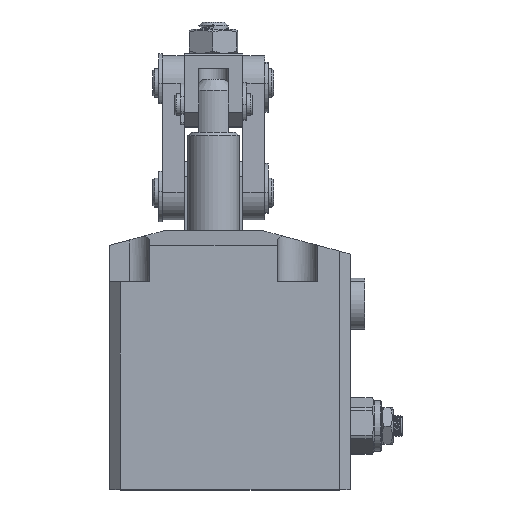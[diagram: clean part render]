
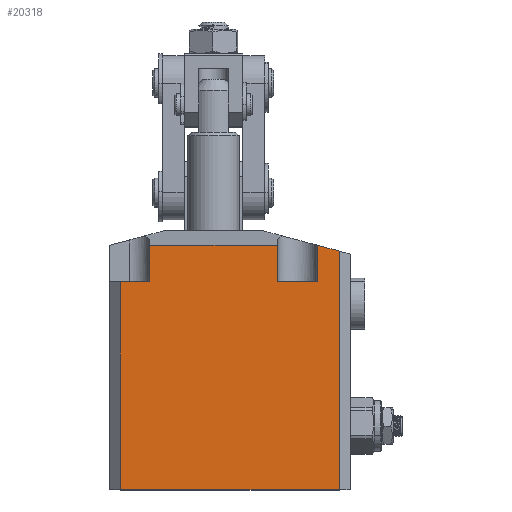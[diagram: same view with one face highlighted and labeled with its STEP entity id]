
A CAD part, top view. The second image highlights one B-rep face of the part: STEP entity #20318.
In plain terms, the highlighted planar face has unit normal (0, 0, 1).
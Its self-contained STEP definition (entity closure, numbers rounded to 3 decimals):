
#5 = CARTESIAN_POINT ( 'NONE',  ( -460.549, 208.594, 28.5 ) ) ;
#307 = LINE ( 'NONE', #5, #4078 ) ;
#755 = VERTEX_POINT ( 'NONE', #8683 ) ;
#857 = VERTEX_POINT ( 'NONE', #27932 ) ;
#939 = DIRECTION ( 'NONE',  ( 0., -1., 0. ) ) ;
#947 = EDGE_CURVE ( 'NONE', #15758, #27177, #23500, .T. ) ;
#965 = VECTOR ( 'NONE', #8262, 1000. ) ;
#1178 = CARTESIAN_POINT ( 'NONE',  ( -460.549, 141.613, 28.5 ) ) ;
#1210 = LINE ( 'NONE', #15048, #5343 ) ;
#1267 = VECTOR ( 'NONE', #6548, 1000. ) ;
#1716 = CARTESIAN_POINT ( 'NONE',  ( -417.549, 198.613, 28.5 ) ) ;
#1764 = EDGE_CURVE ( 'NONE', #3317, #15918, #11487, .T. ) ;
#1899 = VECTOR ( 'NONE', #5563, 1000. ) ;
#1918 = CARTESIAN_POINT ( 'NONE',  ( -460.549, 141.613, 28.5 ) ) ;
#1929 = LINE ( 'NONE', #6425, #8814 ) ;
#2318 = CARTESIAN_POINT ( 'NONE',  ( -460.549, 198.613, 28.5 ) ) ;
#3174 = PLANE ( 'NONE',  #27608 ) ;
#3226 = LINE ( 'NONE', #10478, #22780 ) ;
#3257 = CARTESIAN_POINT ( 'NONE',  ( -406.549, 198.613, 28.5 ) ) ;
#3317 = VERTEX_POINT ( 'NONE', #5775 ) ;
#3708 = CARTESIAN_POINT ( 'NONE',  ( -452.549, 198.613, 28.5 ) ) ;
#4078 = VECTOR ( 'NONE', #24030, 1000. ) ;
#4243 = VERTEX_POINT ( 'NONE', #20047 ) ;
#5014 = EDGE_CURVE ( 'NONE', #27177, #755, #21327, .T. ) ;
#5121 = ORIENTED_EDGE ( 'NONE', *, *, #11689, .F. ) ;
#5343 = VECTOR ( 'NONE', #17254, 1000. ) ;
#5404 = LINE ( 'NONE', #10630, #1267 ) ;
#5563 = DIRECTION ( 'NONE',  ( 0., -1., 0. ) ) ;
#5567 = VECTOR ( 'NONE', #21249, 1000. ) ;
#5775 = CARTESIAN_POINT ( 'NONE',  ( -460.549, 198.613, 28.5 ) ) ;
#6153 = ORIENTED_EDGE ( 'NONE', *, *, #8662, .T. ) ;
#6163 = CARTESIAN_POINT ( 'NONE',  ( -452.549, 208.594, 28.5 ) ) ;
#6425 = CARTESIAN_POINT ( 'NONE',  ( -463.549, 141.613, 28.5 ) ) ;
#6548 = DIRECTION ( 'NONE',  ( -1., 0., 0. ) ) ;
#7892 = DIRECTION ( 'NONE',  ( 0., 0., 1. ) ) ;
#8262 = DIRECTION ( 'NONE',  ( 0., 1., 0. ) ) ;
#8412 = ORIENTED_EDGE ( 'NONE', *, *, #10982, .T. ) ;
#8662 = EDGE_CURVE ( 'NONE', #27208, #10443, #17086, .T. ) ;
#8683 = CARTESIAN_POINT ( 'NONE',  ( -417.549, 208.594, 28.5 ) ) ;
#8814 = VECTOR ( 'NONE', #19426, 1000. ) ;
#10443 = VERTEX_POINT ( 'NONE', #3708 ) ;
#10478 = CARTESIAN_POINT ( 'NONE',  ( -397.549, 206.182, 28.5 ) ) ;
#10630 = CARTESIAN_POINT ( 'NONE',  ( -460.549, 198.613, 28.5 ) ) ;
#10895 = CARTESIAN_POINT ( 'NONE',  ( -406.549, 208.594, 28.5 ) ) ;
#10914 = ORIENTED_EDGE ( 'NONE', *, *, #1764, .T. ) ;
#10982 = EDGE_CURVE ( 'NONE', #10443, #3317, #5404, .T. ) ;
#11157 = ORIENTED_EDGE ( 'NONE', *, *, #23437, .T. ) ;
#11487 = LINE ( 'NONE', #23055, #1899 ) ;
#11689 = EDGE_CURVE ( 'NONE', #857, #15918, #1929, .T. ) ;
#11998 = EDGE_LOOP ( 'NONE', ( #5121, #27849, #21745, #11157, #14049, #23959, #22466, #6153, #8412, #10914 ) ) ;
#12377 = FACE_OUTER_BOUND ( 'NONE', #11998, .T. ) ;
#13350 = DIRECTION ( 'NONE',  ( -1., 0., 0. ) ) ;
#13779 = VERTEX_POINT ( 'NONE', #10895 ) ;
#13796 = CARTESIAN_POINT ( 'NONE',  ( -452.549, 141.613, 28.5 ) ) ;
#14049 = ORIENTED_EDGE ( 'NONE', *, *, #947, .T. ) ;
#15048 = CARTESIAN_POINT ( 'NONE',  ( -406.549, 141.613, 28.5 ) ) ;
#15099 = DIRECTION ( 'NONE',  ( 0.966, -0.259, 0. ) ) ;
#15758 = VERTEX_POINT ( 'NONE', #3257 ) ;
#15918 = VERTEX_POINT ( 'NONE', #1918 ) ;
#16685 = VECTOR ( 'NONE', #13350, 1000. ) ;
#17086 = LINE ( 'NONE', #13796, #17449 ) ;
#17254 = DIRECTION ( 'NONE',  ( 0., -1., 0. ) ) ;
#17449 = VECTOR ( 'NONE', #939, 1000. ) ;
#18499 = DIRECTION ( 'NONE',  ( 1., 0., 0. ) ) ;
#19234 = CARTESIAN_POINT ( 'NONE',  ( -417.549, 141.613, 28.5 ) ) ;
#19426 = DIRECTION ( 'NONE',  ( -1., 0., 0. ) ) ;
#19854 = LINE ( 'NONE', #23001, #965 ) ;
#20047 = CARTESIAN_POINT ( 'NONE',  ( -400.549, 206.986, 28.5 ) ) ;
#20318 = ADVANCED_FACE ( 'NONE', ( #12377 ), #3174, .T. ) ;
#21249 = DIRECTION ( 'NONE',  ( 0., 1., 0. ) ) ;
#21327 = LINE ( 'NONE', #19234, #5567 ) ;
#21745 = ORIENTED_EDGE ( 'NONE', *, *, #24020, .F. ) ;
#22466 = ORIENTED_EDGE ( 'NONE', *, *, #28243, .T. ) ;
#22780 = VECTOR ( 'NONE', #15099, 1000. ) ;
#23001 = CARTESIAN_POINT ( 'NONE',  ( -400.549, 141.613, 28.5 ) ) ;
#23011 = EDGE_CURVE ( 'NONE', #857, #4243, #19854, .T. ) ;
#23055 = CARTESIAN_POINT ( 'NONE',  ( -460.549, 141.613, 28.5 ) ) ;
#23437 = EDGE_CURVE ( 'NONE', #13779, #15758, #1210, .T. ) ;
#23500 = LINE ( 'NONE', #2318, #16685 ) ;
#23959 = ORIENTED_EDGE ( 'NONE', *, *, #5014, .T. ) ;
#24020 = EDGE_CURVE ( 'NONE', #13779, #4243, #3226, .T. ) ;
#24030 = DIRECTION ( 'NONE',  ( -1., 0., 0. ) ) ;
#27177 = VERTEX_POINT ( 'NONE', #1716 ) ;
#27208 = VERTEX_POINT ( 'NONE', #6163 ) ;
#27608 = AXIS2_PLACEMENT_3D ( 'NONE', #1178, #7892, #18499 ) ;
#27849 = ORIENTED_EDGE ( 'NONE', *, *, #23011, .T. ) ;
#27932 = CARTESIAN_POINT ( 'NONE',  ( -400.549, 141.613, 28.5 ) ) ;
#28243 = EDGE_CURVE ( 'NONE', #755, #27208, #307, .T. ) ;
